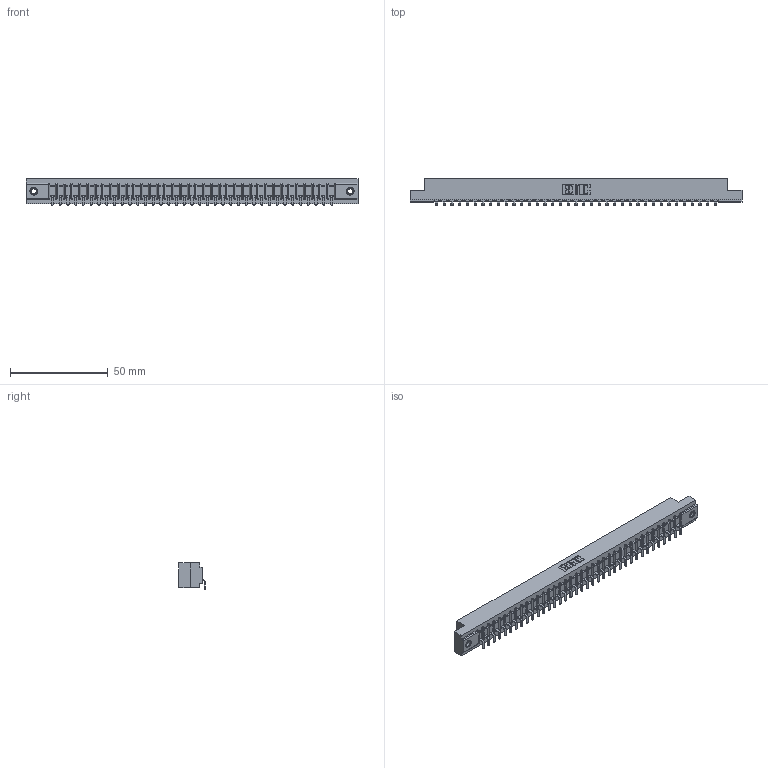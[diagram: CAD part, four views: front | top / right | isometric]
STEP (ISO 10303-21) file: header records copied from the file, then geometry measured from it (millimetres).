
FILE_DESCRIPTION (( 'STEP AP203' ), '1' );
FILE_NAME ('357-037-553-107.STEP', '2019-09-17T07:17:28', ( '' ), ( '' ), 'SwSTEP 2.0', 'SolidWorks 2016', '' );
FILE_SCHEMA (( 'CONFIG_CONTROL_DESIGN' ));
Length unit declared in the file: inch
Products named in the file (4): 307 Part_.156 Dia Mounting Holes; 357-037-553-107; 345-250-001_345-250-005-103; 307-290-002_553
Assembly tree (40 placements, depth 2):
  357-037-553-107
    307 Part_.156 Dia Mounting Holes
    307-290-002_553  x37
    345-250-001_345-250-005-103  x2
Bounding box: 169.62 x 13.32 x 13.5 mm (x, y, z)
Volume: 18100.6 mm3; surface area: 22675.9 mm2
Topology: 40 solids, 40 shells, 3102 faces, 9487 edges, 6214 vertices
Faces by surface type: plane 1841, cylinder 1169, sphere 76, cone 12, torus 4
Entity records: 34375 total; most frequent: CARTESIAN_POINT 5779, ORIENTED_EDGE 5762, DIRECTION 5627, EDGE_CURVE 2881, LINE 2203, VECTOR 2203, VERTEX_POINT 1864, AXIS2_PLACEMENT_3D 1712
